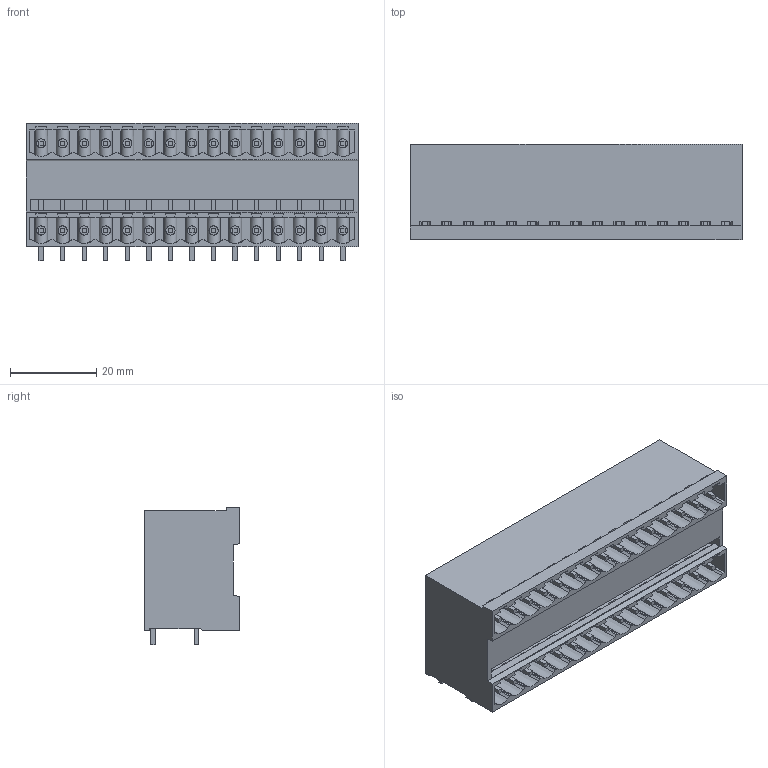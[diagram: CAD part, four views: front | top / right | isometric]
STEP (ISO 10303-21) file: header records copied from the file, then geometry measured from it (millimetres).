
FILE_DESCRIPTION(('CATIA V5R24 STEP','CAx-IF Rec.Pracs.--- Model Styling and Organization---1.4--- 2014-01-23'),'2;1');
FILE_NAME ('D1453485_1_1614480000_1614480000.stp','2021-12-08T07:19:10+00:00',('none'),('Weidmueller'),'CATIA Version 5-6 Release 2016 SP3 HF44','CATIA V5 STEP AP214','none');
FILE_SCHEMA(('AUTOMOTIVE_DESIGN { 1 0 10303 214 1 1 1 1 }'));
Length unit declared in the file: millimetre
Products named in the file (1): 1614480000
Bounding box: 77 x 22 x 31.85 mm (x, y, z)
Volume: 32542 mm3; surface area: 22969.7 mm2
Topology: 31 solids, 31 shells, 1316 faces, 3816 edges, 2552 vertices
Faces by surface type: plane 1106, cylinder 180, extrusion 30
Entity records: 42372 total; most frequent: CARTESIAN_POINT 10133, ORIENTED_EDGE 7632, DIRECTION 5005, EDGE_CURVE 3816, VECTOR 3394, LINE 3364, VERTEX_POINT 2552, EDGE_LOOP 1456
